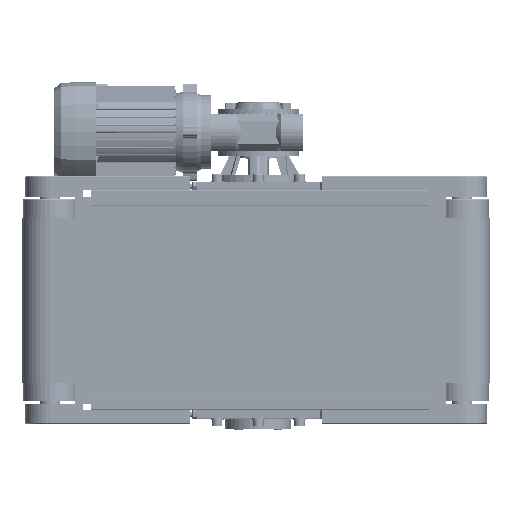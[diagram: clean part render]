
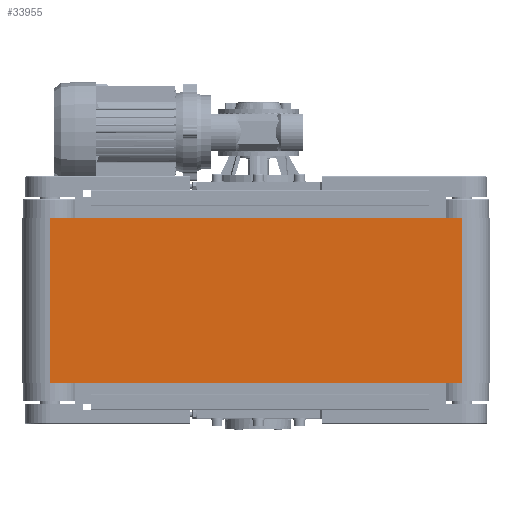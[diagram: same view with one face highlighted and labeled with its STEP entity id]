
A CAD part, top view. The second image highlights one B-rep face of the part: STEP entity #33955.
In plain terms, the highlighted planar face has unit normal (0, 0, 1).
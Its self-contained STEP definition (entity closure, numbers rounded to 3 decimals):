
#2587=LINE($,#54260,#4665);
#2593=LINE($,#54281,#4671);
#2605=LINE($,#54313,#4683);
#2606=LINE($,#54315,#4684);
#4665=VECTOR($,#43043,500.);
#4671=VECTOR($,#43061,200.);
#4683=VECTOR($,#43097,200.);
#4684=VECTOR($,#43100,500.);
#6828=PLANE($,#36937);
#9598=FACE_OUTER_BOUND($,#12181,.T.);
#12181=EDGE_LOOP($,(#26498,#26499,#26500,#26501));
#16601=VERTEX_POINT($,#54256);
#16603=VERTEX_POINT($,#54259);
#16611=VERTEX_POINT($,#54277);
#16620=VERTEX_POINT($,#54311);
#20223=EDGE_CURVE($,#16603,#16601,#2587,.T.);
#20234=EDGE_CURVE($,#16611,#16603,#2593,.T.);
#20250=EDGE_CURVE($,#16601,#16620,#2605,.T.);
#20251=EDGE_CURVE($,#16620,#16611,#2606,.T.);
#26498=ORIENTED_EDGE($,*,*,#20251,.T.);
#26499=ORIENTED_EDGE($,*,*,#20234,.T.);
#26500=ORIENTED_EDGE($,*,*,#20223,.T.);
#26501=ORIENTED_EDGE($,*,*,#20250,.T.);
#33955=ADVANCED_FACE($,(#9598),#6828,.T.);
#36937=AXIS2_PLACEMENT_3D($,#54314,#43098,#43099);
#43043=DIRECTION($,(1.,0.,0.));
#43061=DIRECTION($,(0.,-1.,0.));
#43097=DIRECTION($,(0.,1.,0.));
#43098=DIRECTION('center_axis',(0.,0.,1.));
#43099=DIRECTION('ref_axis',(1.,0.,0.));
#43100=DIRECTION($,(-1.,0.,0.));
#54256=CARTESIAN_POINT('',(0.,-100.,34.));
#54259=CARTESIAN_POINT('',(-500.,-100.,34.));
#54260=CARTESIAN_POINT($,(-500.,-100.,34.));
#54277=CARTESIAN_POINT('',(-500.,100.,34.));
#54281=CARTESIAN_POINT($,(-500.,0.,34.));
#54311=CARTESIAN_POINT('',(0.,100.,34.));
#54313=CARTESIAN_POINT($,(0.,0.,34.));
#54314=CARTESIAN_POINT('Origin',(0.,0.,34.));
#54315=CARTESIAN_POINT($,(-500.,100.,34.));
